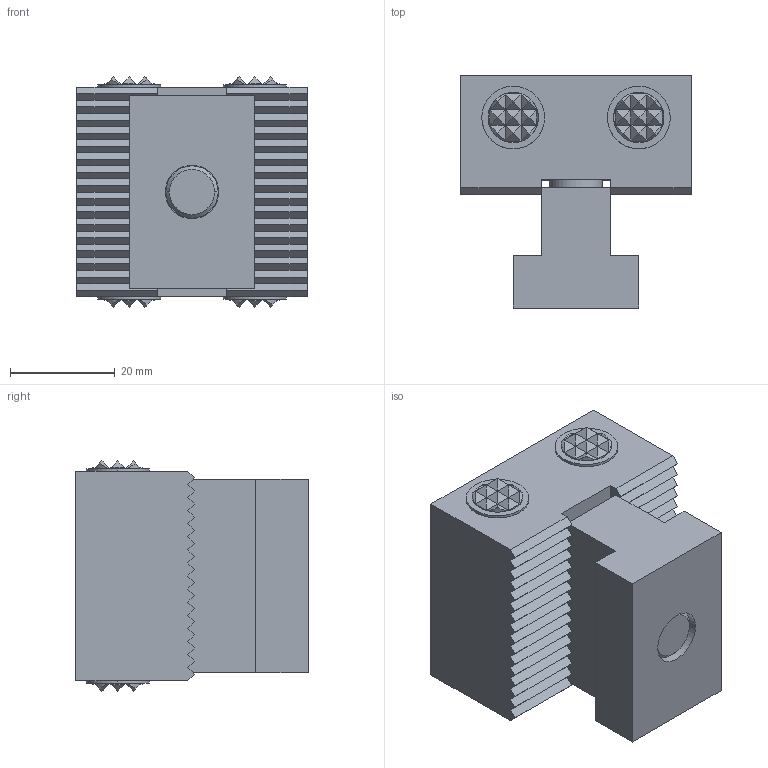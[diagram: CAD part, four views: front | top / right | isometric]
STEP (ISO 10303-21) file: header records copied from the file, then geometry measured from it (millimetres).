
FILE_DESCRIPTION(('STEP AP214'),'1');
FILE_NAME('HALDERV_EH_1586_060.stp','2017-09-06T07:06:51',('TraceParts'),('TraceParts S.A.'),'Spatial InterOp 3D',' ',' ');
FILE_SCHEMA(('automotive_design'));
Length unit declared in the file: millimetre
Products named in the file (7): HALDERV_EH_1586_060_1; HALDERV_EH_1586_060_2; HALDERV_EH_1586_060_3; HALDERV_EH_1586_060_4; HALDERV_EH_1586_060_5; HALDERV_EH_1586_060_6; HALDERV_EH_1586_060_7
Bounding box: 44 x 44.4 x 44 mm (x, y, z)
Volume: 52700.4 mm3; surface area: 16543.7 mm2
Topology: 7 solids, 7 shells, 451 faces, 889 edges, 459 vertices
Faces by surface type: plane 357, cylinder 90, torus 2, cone 2
Entity records: 14790 total; most frequent: DIRECTION 2078, CARTESIAN_POINT 1806, ORIENTED_EDGE 1778, EDGE_CURVE 889, AXIS2_PLACEMENT_3D 731, LINE 616, VECTOR 616, EDGE_LOOP 462
